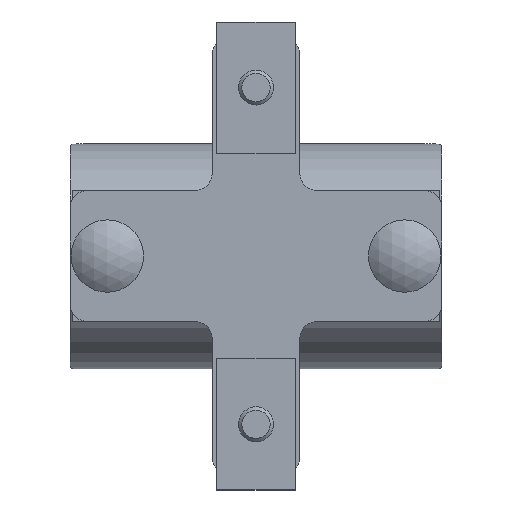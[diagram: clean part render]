
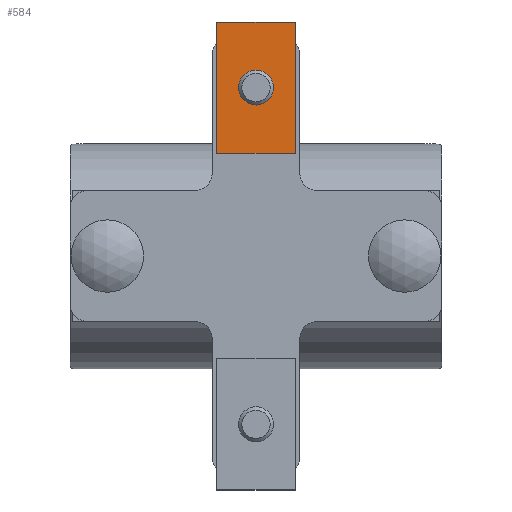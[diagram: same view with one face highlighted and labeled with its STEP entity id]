
A CAD part, top view. The second image highlights one B-rep face of the part: STEP entity #584.
In plain terms, the highlighted face is planar.
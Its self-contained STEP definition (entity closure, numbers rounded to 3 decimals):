
#584=ADVANCED_FACE('NONE',(#1098,#1099),#1100,.F.);
#1098=FACE_OUTER_BOUND('',#1645,.T.);
#1099=FACE_BOUND('',#1646,.T.);
#1100=PLANE('',#1647);
#1645=EDGE_LOOP('',(#2563,#2564,#2565,#2566));
#1646=EDGE_LOOP('',(#2567));
#1647=AXIS2_PLACEMENT_3D('',#2568,#2569,#2570);
#2563=ORIENTED_EDGE('',*,*,#3631,.T.);
#2564=ORIENTED_EDGE('',*,*,#3639,.T.);
#2565=ORIENTED_EDGE('',*,*,#3640,.T.);
#2566=ORIENTED_EDGE('',*,*,#3613,.T.);
#2567=ORIENTED_EDGE('',*,*,#3641,.F.);
#2568=CARTESIAN_POINT('',(-15.,5.,-9.));
#2569=DIRECTION('',(0.,-1.,0.));
#2570=DIRECTION('',(0.,0.,-1.));
#3613=EDGE_CURVE('NONE',#4351,#4349,#4352,.T.);
#3631=EDGE_CURVE('NONE',#4349,#4371,#4373,.T.);
#3639=EDGE_CURVE('NONE',#4371,#4382,#4383,.T.);
#3640=EDGE_CURVE('NONE',#4382,#4351,#4384,.T.);
#3641=EDGE_CURVE('NONE',#4385,#4385,#4386,.T.);
#4349=VERTEX_POINT('NONE',#5445);
#4351=VERTEX_POINT('NONE',#5448);
#4352=LINE('',#5449,#5450);
#4371=VERTEX_POINT('NONE',#5476);
#4373=LINE('',#5479,#5480);
#4382=VERTEX_POINT('NONE',#5492);
#4383=LINE('',#5493,#5494);
#4384=LINE('',#5495,#5496);
#4385=VERTEX_POINT('',#5497);
#4386=CIRCLE('',#5498,3.4);
#5445=CARTESIAN_POINT('',(-15.,5.,-9.));
#5448=CARTESIAN_POINT('',(15.,5.,-9.));
#5449=CARTESIAN_POINT('',(-15.,5.,-9.));
#5450=VECTOR('',#6543,1.);
#5476=CARTESIAN_POINT('',(-15.,5.,9.));
#5479=CARTESIAN_POINT('',(-15.,5.,9.));
#5480=VECTOR('',#6561,1.);
#5492=CARTESIAN_POINT('',(15.,5.,9.));
#5493=CARTESIAN_POINT('',(-15.,5.,9.));
#5494=VECTOR('',#6568,1.);
#5495=CARTESIAN_POINT('',(15.,5.,9.));
#5496=VECTOR('',#6569,1.);
#5497=CARTESIAN_POINT('',(0.,5.,3.4));
#5498=AXIS2_PLACEMENT_3D('',#6570,#6571,#6572);
#6543=DIRECTION('',(-1.,0.,0.));
#6561=DIRECTION('',(0.,0.,1.));
#6568=DIRECTION('',(1.,0.,0.));
#6569=DIRECTION('',(0.,0.,-1.));
#6570=CARTESIAN_POINT('',(0.,5.,0.));
#6571=DIRECTION('',(0.,1.,0.));
#6572=DIRECTION('',(0.,0.,1.));
